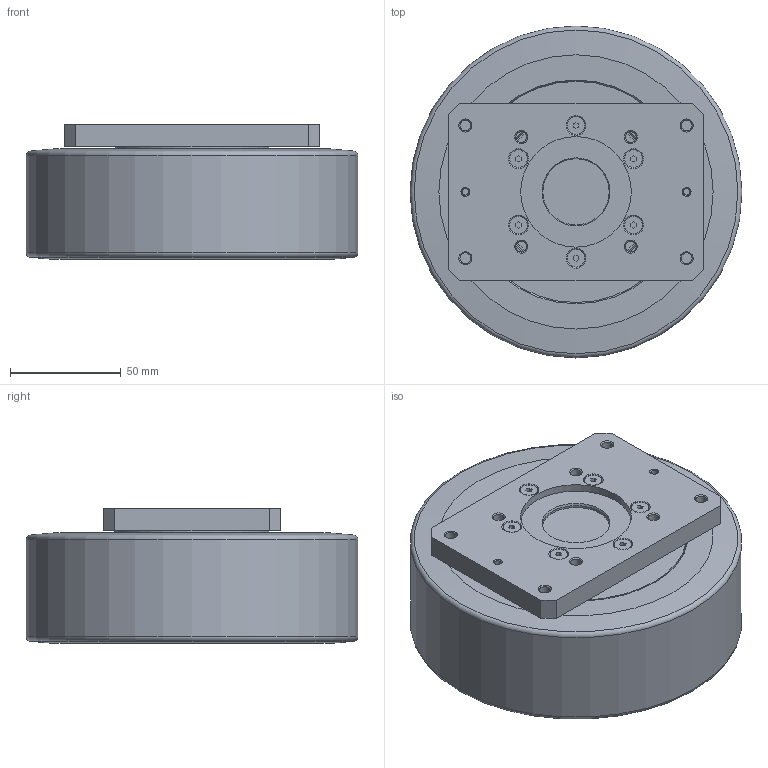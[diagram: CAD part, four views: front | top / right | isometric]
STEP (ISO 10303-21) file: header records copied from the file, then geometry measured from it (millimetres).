
FILE_DESCRIPTION(/* description */ (''),/* implementation_level */ '2;1');
FILE_NAME(/* name */ 'WD15050-5616-60D.stp',/* time_stamp */ '2019-09-16T17:56:43+02:00',/* author */ ('patrick.rehse'),/* organization */ (''),/* preprocessor_version */ 'ST-DEVELOPER v17',/* originating_system */ 'Autodesk Inventor 2018',/* authorisation */ '');
FILE_SCHEMA (('AUTOMOTIVE_DESIGN { 1 0 10303 214 3 1 1 }'));
Length unit declared in the file: millimetre
Products named in the file (1): D-00003072_Shrinkwrap_1
Bounding box: 150 x 150 x 61 mm (x, y, z)
Volume: 960942.6 mm3; surface area: 75514.1 mm2
Topology: 1 solids, 1 shells, 210 faces, 554 edges, 381 vertices
Faces by surface type: plane 137, cone 38, cylinder 33, torus 2
Full cylindrical faces by diameter (mm): 3 x2, 4.917 x8, 4.97 x3, 6 x8, 8 x6, 30 x1, 50 x1, 70 x1, 88 x1, 100 x1, 150 x1
Entity records: 6909 total; most frequent: DIRECTION 1179, CARTESIAN_POINT 1144, ORIENTED_EDGE 1104, EDGE_CURVE 552, AXIS2_PLACEMENT_3D 416, VERTEX_POINT 381, LINE 347, VECTOR 347
